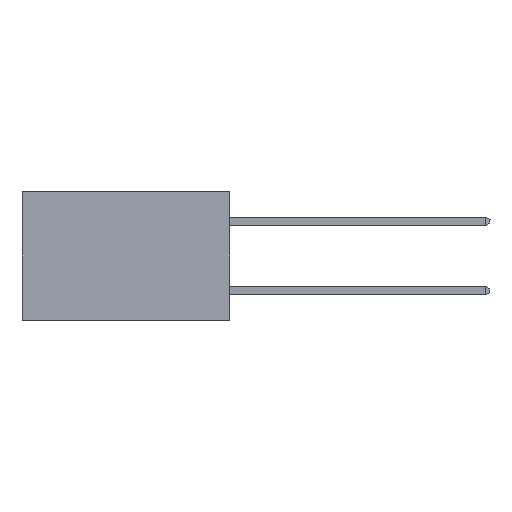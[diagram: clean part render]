
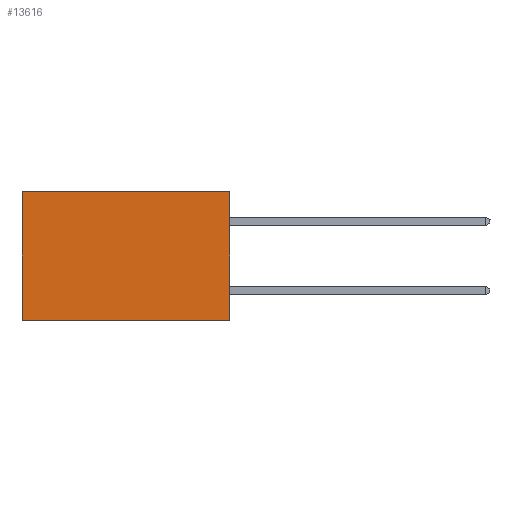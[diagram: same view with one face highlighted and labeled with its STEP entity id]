
A CAD part, left-side view. The second image highlights one B-rep face of the part: STEP entity #13616.
In plain terms, the highlighted planar face has unit normal (-1, 0, 0).
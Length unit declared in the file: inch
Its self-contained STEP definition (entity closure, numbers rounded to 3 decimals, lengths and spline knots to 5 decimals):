
#2806 = AXIS2_PLACEMENT_3D ( 'NONE', #14934, #14649, #14639 ) ;
#3530 = VERTEX_POINT ( 'NONE', #14008 ) ;
#4446 = VECTOR ( 'NONE', #16285, 39.37008 ) ;
#6051 = VERTEX_POINT ( 'NONE', #21444 ) ;
#6255 = EDGE_CURVE ( 'NONE', #3530, #15549, #19503, .T. ) ;
#7909 = ORIENTED_EDGE ( 'NONE', *, *, #8772, .T. ) ;
#8222 = VERTEX_POINT ( 'NONE', #13888 ) ;
#8772 = EDGE_CURVE ( 'NONE', #6051, #8222, #17465, .T. ) ;
#10764 = FACE_OUTER_BOUND ( 'NONE', #12385, .T. ) ;
#11074 = LINE ( 'NONE', #21393, #29241 ) ;
#12060 = EDGE_CURVE ( 'NONE', #8222, #15549, #21373, .T. ) ;
#12073 = ORIENTED_EDGE ( 'NONE', *, *, #14736, .F. ) ;
#12118 = ORIENTED_EDGE ( 'NONE', *, *, #6255, .F. ) ;
#12385 = EDGE_LOOP ( 'NONE', ( #27334, #12118, #12073, #7909 ) ) ;
#13094 = VECTOR ( 'NONE', #16948, 39.37008 ) ;
#13616 = ADVANCED_FACE ( 'NONE', ( #10764 ), #14712, .F. ) ;
#13888 = CARTESIAN_POINT ( 'NONE',  ( 0.298, 0.6, 0. ) ) ;
#14008 = CARTESIAN_POINT ( 'NONE',  ( 0.298, 0., -0.37 ) ) ;
#14639 = DIRECTION ( 'NONE',  ( 0., 0., -1. ) ) ;
#14649 = DIRECTION ( 'NONE',  ( 1., 0., 0. ) ) ;
#14712 = PLANE ( 'NONE',  #2806 ) ;
#14736 = EDGE_CURVE ( 'NONE', #6051, #3530, #11074, .T. ) ;
#14934 = CARTESIAN_POINT ( 'NONE',  ( 0.298, 0., 0. ) ) ;
#15031 = VECTOR ( 'NONE', #17646, 39.37008 ) ;
#15549 = VERTEX_POINT ( 'NONE', #26715 ) ;
#16285 = DIRECTION ( 'NONE',  ( 0., 1., 0. ) ) ;
#16324 = CARTESIAN_POINT ( 'NONE',  ( 0.298, 0., 0. ) ) ;
#16948 = DIRECTION ( 'NONE',  ( 0., 1., 0. ) ) ;
#17465 = LINE ( 'NONE', #16324, #4446 ) ;
#17646 = DIRECTION ( 'NONE',  ( 0., 0., -1. ) ) ;
#19174 = CARTESIAN_POINT ( 'NONE',  ( 0.298, 0., -0.37 ) ) ;
#19503 = LINE ( 'NONE', #19174, #13094 ) ;
#21373 = LINE ( 'NONE', #30391, #15031 ) ;
#21393 = CARTESIAN_POINT ( 'NONE',  ( 0.298, 0., 0. ) ) ;
#21444 = CARTESIAN_POINT ( 'NONE',  ( 0.298, 0., 0. ) ) ;
#23792 = DIRECTION ( 'NONE',  ( 0., 0., -1. ) ) ;
#26715 = CARTESIAN_POINT ( 'NONE',  ( 0.298, 0.6, -0.37 ) ) ;
#27334 = ORIENTED_EDGE ( 'NONE', *, *, #12060, .T. ) ;
#29241 = VECTOR ( 'NONE', #23792, 39.37008 ) ;
#30391 = CARTESIAN_POINT ( 'NONE',  ( 0.298, 0.6, 0. ) ) ;
